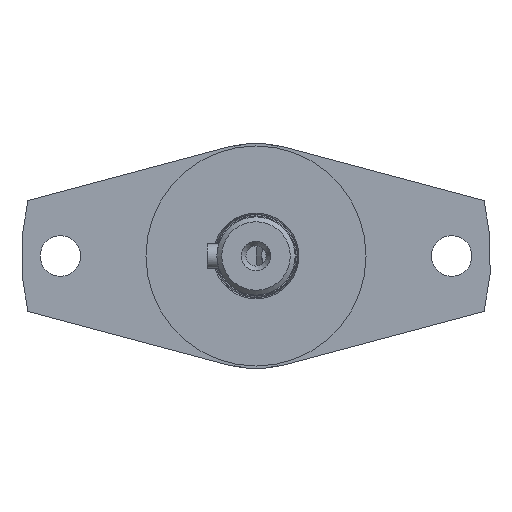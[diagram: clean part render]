
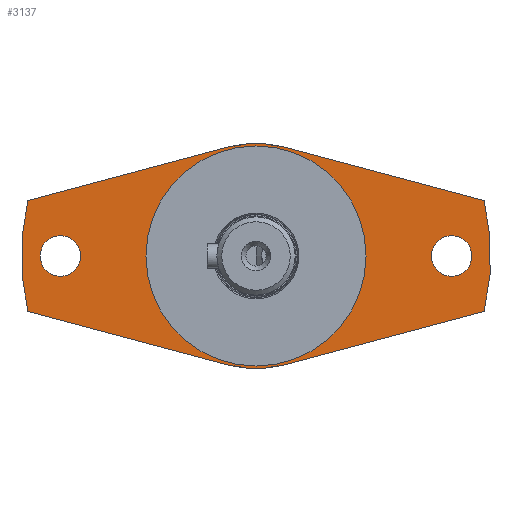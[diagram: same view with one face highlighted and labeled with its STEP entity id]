
A CAD part, left-side view. The second image highlights one B-rep face of the part: STEP entity #3137.
In plain terms, the highlighted planar face has unit normal (-1, 0, 0).
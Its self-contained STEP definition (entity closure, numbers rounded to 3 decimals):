
#84=FACE_BOUND('',#1042,.T.);
#85=FACE_BOUND('',#1043,.T.);
#86=FACE_BOUND('',#1044,.T.);
#183=PLANE('',#3417);
#407=LINE('',#5198,#659);
#411=LINE('',#5207,#663);
#418=LINE('',#5221,#670);
#420=LINE('',#5227,#672);
#659=VECTOR('',#4162,10.);
#663=VECTOR('',#4168,10.);
#670=VECTOR('',#4177,10.);
#672=VECTOR('',#4181,10.);
#863=FACE_OUTER_BOUND('',#1041,.T.);
#1041=EDGE_LOOP('',(#2653,#2654,#2655,#2656,#2657,#2658,#2659,#2660));
#1042=EDGE_LOOP('',(#2661));
#1043=EDGE_LOOP('',(#2662));
#1044=EDGE_LOOP('',(#2663,#2664));
#1182=CIRCLE('',#3404,4.15);
#1185=CIRCLE('',#3408,4.15);
#1188=CIRCLE('',#3418,23.);
#1189=CIRCLE('',#3419,48.);
#1190=CIRCLE('',#3420,23.);
#1191=CIRCLE('',#3421,48.);
#1192=CIRCLE('',#3422,22.5);
#1193=CIRCLE('',#3423,22.5);
#1465=VERTEX_POINT('',#5177);
#1468=VERTEX_POINT('',#5185);
#1471=VERTEX_POINT('',#5196);
#1472=VERTEX_POINT('',#5197);
#1475=VERTEX_POINT('',#5205);
#1476=VERTEX_POINT('',#5206);
#1480=VERTEX_POINT('',#5215);
#1482=VERTEX_POINT('',#5219);
#1483=VERTEX_POINT('',#5223);
#1485=VERTEX_POINT('',#5226);
#1487=VERTEX_POINT('',#5236);
#1488=VERTEX_POINT('',#5237);
#1870=EDGE_CURVE('',#1465,#1465,#1182,.T.);
#1874=EDGE_CURVE('',#1468,#1468,#1185,.T.);
#1878=EDGE_CURVE('',#1471,#1472,#407,.T.);
#1882=EDGE_CURVE('',#1475,#1476,#411,.T.);
#1889=EDGE_CURVE('',#1480,#1482,#418,.T.);
#1891=EDGE_CURVE('',#1485,#1483,#420,.T.);
#1894=EDGE_CURVE('',#1476,#1471,#1188,.T.);
#1895=EDGE_CURVE('',#1480,#1472,#1189,.T.);
#1896=EDGE_CURVE('',#1482,#1485,#1190,.T.);
#1897=EDGE_CURVE('',#1475,#1483,#1191,.T.);
#1898=EDGE_CURVE('',#1487,#1488,#1192,.T.);
#1899=EDGE_CURVE('',#1488,#1487,#1193,.T.);
#2653=ORIENTED_EDGE('',*,*,#1882,.T.);
#2654=ORIENTED_EDGE('',*,*,#1894,.T.);
#2655=ORIENTED_EDGE('',*,*,#1878,.T.);
#2656=ORIENTED_EDGE('',*,*,#1895,.F.);
#2657=ORIENTED_EDGE('',*,*,#1889,.T.);
#2658=ORIENTED_EDGE('',*,*,#1896,.T.);
#2659=ORIENTED_EDGE('',*,*,#1891,.T.);
#2660=ORIENTED_EDGE('',*,*,#1897,.F.);
#2661=ORIENTED_EDGE('',*,*,#1870,.T.);
#2662=ORIENTED_EDGE('',*,*,#1874,.T.);
#2663=ORIENTED_EDGE('',*,*,#1898,.T.);
#2664=ORIENTED_EDGE('',*,*,#1899,.T.);
#3137=ADVANCED_FACE('',(#863,#84,#85,#86),#183,.T.);
#3404=AXIS2_PLACEMENT_3D('',#5179,#4140,#4141);
#3408=AXIS2_PLACEMENT_3D('',#5187,#4149,#4150);
#3417=AXIS2_PLACEMENT_3D('',#5231,#4184,#4185);
#3418=AXIS2_PLACEMENT_3D('',#5232,#4186,#4187);
#3419=AXIS2_PLACEMENT_3D('',#5233,#4188,#4189);
#3420=AXIS2_PLACEMENT_3D('',#5234,#4190,#4191);
#3421=AXIS2_PLACEMENT_3D('',#5235,#4192,#4193);
#3422=AXIS2_PLACEMENT_3D('',#5238,#4194,#4195);
#3423=AXIS2_PLACEMENT_3D('',#5239,#4196,#4197);
#4140=DIRECTION('center_axis',(1.,0.,0.));
#4141=DIRECTION('ref_axis',(0.,0.,1.));
#4149=DIRECTION('center_axis',(1.,0.,0.));
#4150=DIRECTION('ref_axis',(0.,0.,1.));
#4162=DIRECTION('',(0.,0.966,-0.259));
#4168=DIRECTION('',(0.,0.966,0.259));
#4177=DIRECTION('',(0.,-0.966,-0.259));
#4181=DIRECTION('',(0.,-0.966,0.259));
#4184=DIRECTION('center_axis',(-1.,0.,0.));
#4185=DIRECTION('ref_axis',(0.,0.,-1.));
#4186=DIRECTION('center_axis',(-1.,0.,0.));
#4187=DIRECTION('ref_axis',(0.,0.259,0.966));
#4188=DIRECTION('center_axis',(1.,0.,0.));
#4189=DIRECTION('ref_axis',(0.,-1.,0.));
#4190=DIRECTION('center_axis',(-1.,0.,0.));
#4191=DIRECTION('ref_axis',(0.,0.259,0.966));
#4192=DIRECTION('center_axis',(1.,0.,0.));
#4193=DIRECTION('ref_axis',(0.,-1.,0.));
#4194=DIRECTION('center_axis',(1.,0.,0.));
#4195=DIRECTION('ref_axis',(0.,-1.,0.));
#4196=DIRECTION('center_axis',(1.,0.,0.));
#4197=DIRECTION('ref_axis',(0.,-1.,0.));
#5177=CARTESIAN_POINT('',(-97.5,40.,-4.15));
#5179=CARTESIAN_POINT('Origin',(-97.5,40.,0.));
#5185=CARTESIAN_POINT('',(-97.5,-40.,-4.15));
#5187=CARTESIAN_POINT('Origin',(-97.5,-40.,0.));
#5196=CARTESIAN_POINT('',(-97.5,5.953,22.216));
#5197=CARTESIAN_POINT('',(-97.5,46.648,11.312));
#5198=CARTESIAN_POINT('',(-97.5,-10.492,26.623));
#5205=CARTESIAN_POINT('',(-97.5,-46.648,11.312));
#5206=CARTESIAN_POINT('',(-97.5,-5.953,22.216));
#5207=CARTESIAN_POINT('',(-97.5,-45.921,11.507));
#5215=CARTESIAN_POINT('',(-97.5,46.648,-11.312));
#5219=CARTESIAN_POINT('',(-97.5,5.953,-22.216));
#5221=CARTESIAN_POINT('',(-97.5,13.032,-20.319));
#5223=CARTESIAN_POINT('',(-97.5,-46.648,-11.312));
#5226=CARTESIAN_POINT('',(-97.5,-5.953,-22.216));
#5227=CARTESIAN_POINT('',(-97.5,-22.397,-17.81));
#5231=CARTESIAN_POINT('Origin',(-97.5,-35.25,0.));
#5232=CARTESIAN_POINT('Origin',(-97.5,0.,
0.));
#5233=CARTESIAN_POINT('Origin',(-97.5,0.,
0.));
#5234=CARTESIAN_POINT('Origin',(-97.5,0.,
0.));
#5235=CARTESIAN_POINT('Origin',(-97.5,0.,
0.));
#5236=CARTESIAN_POINT('',(-97.5,-22.5,0.));
#5237=CARTESIAN_POINT('',(-97.5,22.5,0.));
#5238=CARTESIAN_POINT('Origin',(-97.5,0.,
0.));
#5239=CARTESIAN_POINT('Origin',(-97.5,0.,
0.));
